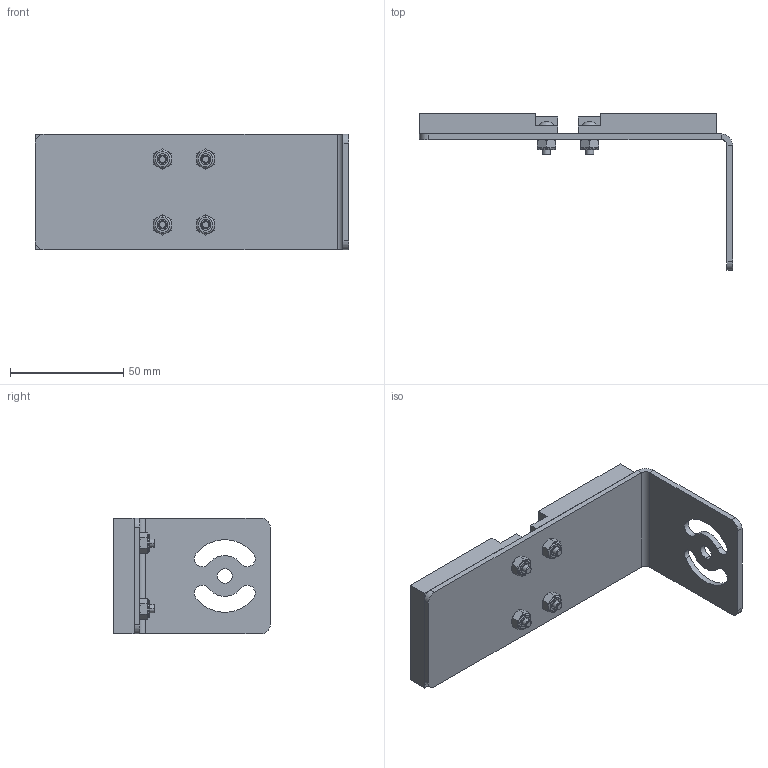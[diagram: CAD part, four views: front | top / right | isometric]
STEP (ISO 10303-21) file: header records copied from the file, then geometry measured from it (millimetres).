
FILE_DESCRIPTION((''),'2;1');
FILE_NAME('217674_ASM','2020-05-19T11:04:29',('PDMAdmin'),('BANNER ENGINEERING'),'CREO PARAMETRIC BY PTC INC, 2019292','CREO PARAMETRIC BY PTC INC, 2019292','');
FILE_SCHEMA(('CONFIG_CONTROL_DESIGN'));
Products named in the file (8): 217672; 40071; 156816_ASM; 90631A007_1; 90631A007_2; 90631A007_ASM; 6X1_2_HEX_BHCS; 217674_ASM
Assembly tree (14 placements, depth 3):
  217674_ASM
    217672
    156816_ASM  x2
      40071
    90631A007_ASM  x4
      90631A007_1
      90631A007_2
    6X1_2_HEX_BHCS  x4
Bounding box: 138 x 68.9 x 51 mm (x, y, z)
Volume: 73240.3 mm3; surface area: 39501 mm2
Topology: 15 solids, 15 shells, 474 faces, 1090 edges, 660 vertices
Faces by surface type: cone 160, cylinder 144, plane 138, torus 24, bspline 8
Entity records: 5416 total; most frequent: CARTESIAN_POINT 1516, DIRECTION 803, ORIENTED_EDGE 752, EDGE_CURVE 376, AXIS2_PLACEMENT_3D 318, VERTEX_POINT 232, EDGE_LOOP 184, VECTOR 167
